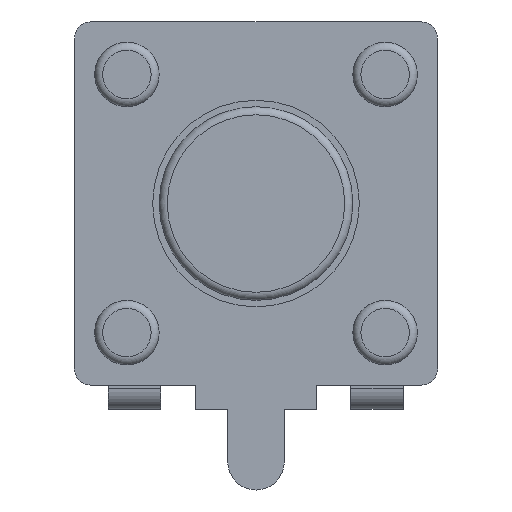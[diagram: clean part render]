
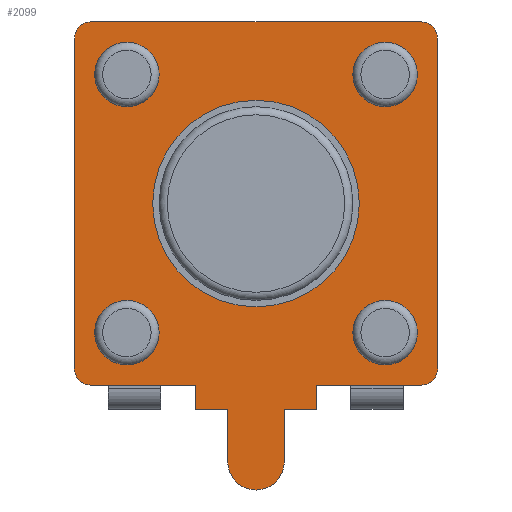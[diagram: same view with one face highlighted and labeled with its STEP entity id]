
A CAD part, front view. The second image highlights one B-rep face of the part: STEP entity #2099.
In plain terms, the highlighted planar face has unit normal (0, -1, 0).
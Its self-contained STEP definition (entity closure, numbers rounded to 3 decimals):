
#1548 = VERTEX_POINT('',#1549);
#1549 = CARTESIAN_POINT('',(-2.25,-2.8,2.05));
#1555 = EDGE_CURVE('',#1548,#1556,#1558,.T.);
#1556 = VERTEX_POINT('',#1557);
#1557 = CARTESIAN_POINT('',(-2.25,-2.8,-2.05));
#1558 = LINE('',#1559,#1560);
#1559 = CARTESIAN_POINT('',(-2.25,-2.8,2.25));
#1560 = VECTOR('',#1561,1.);
#1561 = DIRECTION('',(0.,0.,-1.));
#1657 = VERTEX_POINT('',#1658);
#1658 = CARTESIAN_POINT('',(-2.05,-2.8,2.25));
#1664 = EDGE_CURVE('',#1548,#1657,#1665,.T.);
#1665 = CIRCLE('',#1666,0.2);
#1666 = AXIS2_PLACEMENT_3D('',#1667,#1668,#1669);
#1667 = CARTESIAN_POINT('',(-2.05,-2.8,2.05));
#1668 = DIRECTION('',(0.,1.,0.));
#1669 = DIRECTION('',(0.,0.,-1.));
#1682 = VERTEX_POINT('',#1683);
#1683 = CARTESIAN_POINT('',(-2.05,-2.8,-2.25));
#1689 = EDGE_CURVE('',#1556,#1682,#1690,.T.);
#1690 = CIRCLE('',#1691,0.2);
#1691 = AXIS2_PLACEMENT_3D('',#1692,#1693,#1694);
#1692 = CARTESIAN_POINT('',(-2.05,-2.8,-2.05));
#1693 = DIRECTION('',(0.,-1.,0.));
#1694 = DIRECTION('',(0.,0.,-1.));
#1707 = VERTEX_POINT('',#1708);
#1708 = CARTESIAN_POINT('',(2.05,-2.8,2.25));
#1714 = EDGE_CURVE('',#1707,#1657,#1715,.T.);
#1715 = LINE('',#1716,#1717);
#1716 = CARTESIAN_POINT('',(2.25,-2.8,2.25));
#1717 = VECTOR('',#1718,1.);
#1718 = DIRECTION('',(-1.,0.,0.));
#1731 = EDGE_CURVE('',#1682,#1732,#1734,.T.);
#1732 = VERTEX_POINT('',#1733);
#1733 = CARTESIAN_POINT('',(-0.75,-2.8,-2.25));
#1734 = LINE('',#1735,#1736);
#1735 = CARTESIAN_POINT('',(-2.25,-2.8,-2.25));
#1736 = VECTOR('',#1737,1.);
#1737 = DIRECTION('',(1.,0.,0.));
#1756 = VERTEX_POINT('',#1757);
#1757 = CARTESIAN_POINT('',(0.75,-2.8,-2.25));
#1763 = EDGE_CURVE('',#1756,#1764,#1766,.T.);
#1764 = VERTEX_POINT('',#1765);
#1765 = CARTESIAN_POINT('',(2.05,-2.8,-2.25));
#1766 = LINE('',#1767,#1768);
#1767 = CARTESIAN_POINT('',(-2.25,-2.8,-2.25));
#1768 = VECTOR('',#1769,1.);
#1769 = DIRECTION('',(1.,0.,0.));
#1787 = EDGE_CURVE('',#1788,#1707,#1790,.T.);
#1788 = VERTEX_POINT('',#1789);
#1789 = CARTESIAN_POINT('',(2.25,-2.8,2.05));
#1790 = CIRCLE('',#1791,0.2);
#1791 = AXIS2_PLACEMENT_3D('',#1792,#1793,#1794);
#1792 = CARTESIAN_POINT('',(2.05,-2.8,2.05));
#1793 = DIRECTION('',(0.,-1.,0.));
#1794 = DIRECTION('',(0.,0.,-1.));
#1812 = VERTEX_POINT('',#1813);
#1813 = CARTESIAN_POINT('',(2.25,-2.8,-2.05));
#1819 = EDGE_CURVE('',#1764,#1812,#1820,.T.);
#1820 = CIRCLE('',#1821,0.2);
#1821 = AXIS2_PLACEMENT_3D('',#1822,#1823,#1824);
#1822 = CARTESIAN_POINT('',(2.05,-2.8,-2.05));
#1823 = DIRECTION('',(0.,-1.,0.));
#1824 = DIRECTION('',(0.,0.,-1.));
#1837 = EDGE_CURVE('',#1812,#1788,#1838,.T.);
#1838 = LINE('',#1839,#1840);
#1839 = CARTESIAN_POINT('',(2.25,-2.8,-2.25));
#1840 = VECTOR('',#1841,1.);
#1841 = DIRECTION('',(0.,0.,1.));
#1853 = VERTEX_POINT('',#1854);
#1854 = CARTESIAN_POINT('',(1.28,-2.8,0.));
#1862 = EDGE_CURVE('',#1853,#1853,#1863,.T.);
#1863 = CIRCLE('',#1864,1.28);
#1864 = AXIS2_PLACEMENT_3D('',#1865,#1866,#1867);
#1865 = CARTESIAN_POINT('',(0.,-2.8,0.));
#1866 = DIRECTION('',(0.,-1.,0.));
#1867 = DIRECTION('',(1.,0.,0.));
#1887 = VERTEX_POINT('',#1888);
#1888 = CARTESIAN_POINT('',(0.75,-2.8,-2.55));
#1894 = EDGE_CURVE('',#1756,#1887,#1895,.T.);
#1895 = LINE('',#1896,#1897);
#1896 = CARTESIAN_POINT('',(0.75,-2.8,-2.25));
#1897 = VECTOR('',#1898,1.);
#1898 = DIRECTION('',(0.,0.,-1.));
#1968 = VERTEX_POINT('',#1969);
#1969 = CARTESIAN_POINT('',(-0.75,-2.8,-2.55));
#1975 = EDGE_CURVE('',#1732,#1968,#1976,.T.);
#1976 = LINE('',#1977,#1978);
#1977 = CARTESIAN_POINT('',(-0.75,-2.8,-2.25));
#1978 = VECTOR('',#1979,1.);
#1979 = DIRECTION('',(0.,0.,-1.));
#1990 = VERTEX_POINT('',#1991);
#1991 = CARTESIAN_POINT('',(-0.35,-2.8,-3.2));
#1999 = VERTEX_POINT('',#2000);
#2000 = CARTESIAN_POINT('',(-0.35,-2.8,-2.55));
#2006 = EDGE_CURVE('',#1990,#1999,#2007,.T.);
#2007 = LINE('',#2008,#2009);
#2008 = CARTESIAN_POINT('',(-0.35,-2.8,-3.2));
#2009 = VECTOR('',#2010,1.);
#2010 = DIRECTION('',(0.,0.,1.));
#2023 = EDGE_CURVE('',#1999,#1968,#2024,.T.);
#2024 = LINE('',#2025,#2026);
#2025 = CARTESIAN_POINT('',(-0.35,-2.8,-2.55));
#2026 = VECTOR('',#2027,1.);
#2027 = DIRECTION('',(-1.,0.,0.));
#2040 = VERTEX_POINT('',#2041);
#2041 = CARTESIAN_POINT('',(0.35,-2.8,-2.55));
#2047 = EDGE_CURVE('',#1887,#2040,#2048,.T.);
#2048 = LINE('',#2049,#2050);
#2049 = CARTESIAN_POINT('',(0.75,-2.8,-2.55));
#2050 = VECTOR('',#2051,1.);
#2051 = DIRECTION('',(-1.,0.,0.));
#2064 = VERTEX_POINT('',#2065);
#2065 = CARTESIAN_POINT('',(0.35,-2.8,-3.2));
#2071 = EDGE_CURVE('',#2040,#2064,#2072,.T.);
#2072 = LINE('',#2073,#2074);
#2073 = CARTESIAN_POINT('',(0.35,-2.8,-2.55));
#2074 = VECTOR('',#2075,1.);
#2075 = DIRECTION('',(0.,0.,-1.));
#2088 = EDGE_CURVE('',#1990,#2064,#2089,.T.);
#2089 = CIRCLE('',#2090,0.35);
#2090 = AXIS2_PLACEMENT_3D('',#2091,#2092,#2093);
#2091 = CARTESIAN_POINT('',(0.,-2.8,-3.2));
#2092 = DIRECTION('',(0.,-1.,0.));
#2093 = DIRECTION('',(1.,0.,0.));
#2099 = ADVANCED_FACE('',(#2100,#2118),#2121,.T.);
#2100 = FACE_BOUND('',#2101,.T.);
#2101 = EDGE_LOOP('',(#2102,#2103,#2104,#2105,#2106,#2107,#2108,#2109,
    #2110,#2111,#2112,#2113,#2114,#2115,#2116,#2117));
#2102 = ORIENTED_EDGE('',*,*,#1555,.T.);
#2103 = ORIENTED_EDGE('',*,*,#1689,.T.);
#2104 = ORIENTED_EDGE('',*,*,#1731,.T.);
#2105 = ORIENTED_EDGE('',*,*,#1975,.T.);
#2106 = ORIENTED_EDGE('',*,*,#2023,.F.);
#2107 = ORIENTED_EDGE('',*,*,#2006,.F.);
#2108 = ORIENTED_EDGE('',*,*,#2088,.T.);
#2109 = ORIENTED_EDGE('',*,*,#2071,.F.);
#2110 = ORIENTED_EDGE('',*,*,#2047,.F.);
#2111 = ORIENTED_EDGE('',*,*,#1894,.F.);
#2112 = ORIENTED_EDGE('',*,*,#1763,.T.);
#2113 = ORIENTED_EDGE('',*,*,#1819,.T.);
#2114 = ORIENTED_EDGE('',*,*,#1837,.T.);
#2115 = ORIENTED_EDGE('',*,*,#1787,.T.);
#2116 = ORIENTED_EDGE('',*,*,#1714,.T.);
#2117 = ORIENTED_EDGE('',*,*,#1664,.F.);
#2118 = FACE_BOUND('',#2119,.T.);
#2119 = EDGE_LOOP('',(#2120));
#2120 = ORIENTED_EDGE('',*,*,#1862,.F.);
#2121 = PLANE('',#2122);
#2122 = AXIS2_PLACEMENT_3D('',#2123,#2124,#2125);
#2123 = CARTESIAN_POINT('',(0.,-2.8,-0.373));
#2124 = DIRECTION('',(0.,-1.,0.));
#2125 = DIRECTION('',(0.,0.,1.));
